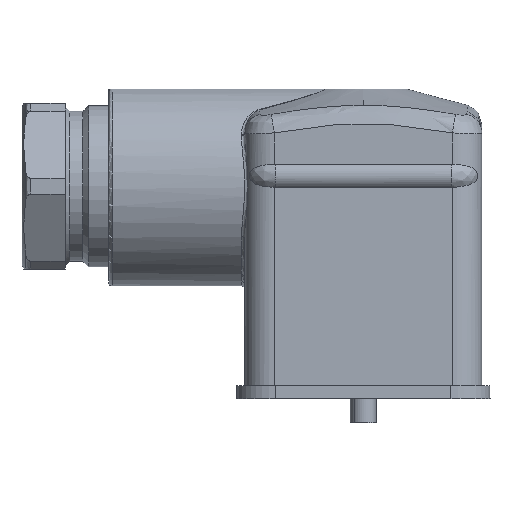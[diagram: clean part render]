
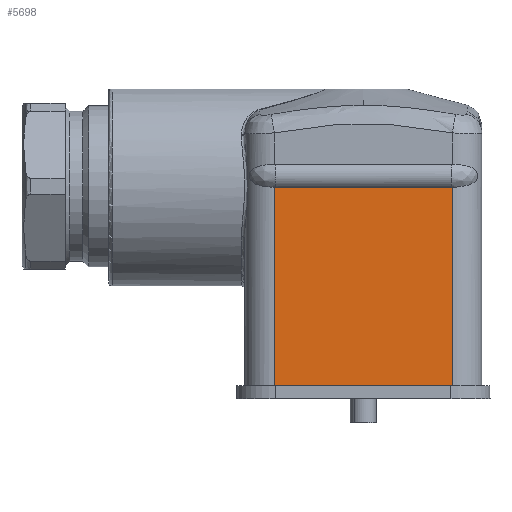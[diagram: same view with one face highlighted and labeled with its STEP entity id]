
A CAD part, left-side view. The second image highlights one B-rep face of the part: STEP entity #5698.
In plain terms, the highlighted planar face has unit normal (-1, 0, 0).
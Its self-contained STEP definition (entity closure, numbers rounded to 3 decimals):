
#5669=AXIS2_PLACEMENT_3D('Plane Axis2P3D',#5666,#5667,#5668) ;
#5673=AXIS2_PLACEMENT_3D('Circle Axis2P3D',#5671,#5672,$) ;
#5687=AXIS2_PLACEMENT_3D('Circle Axis2P3D',#5685,#5686,$) ;
#4929=CARTESIAN_POINT('Vertex',(0.95,24.85,4.31)) ;
#4932=CARTESIAN_POINT('Line Origine',(0.95,24.85,38.5)) ;
#4936=CARTESIAN_POINT('Vertex',(0.95,24.85,27.179)) ;
#5065=CARTESIAN_POINT('Vertex',(0.95,4.35,4.31)) ;
#5113=CARTESIAN_POINT('Vertex',(0.95,4.35,27.179)) ;
#5116=CARTESIAN_POINT('Line Origine',(0.95,4.35,38.5)) ;
#5512=CARTESIAN_POINT('Line Origine',(0.95,14.6,4.31)) ;
#5666=CARTESIAN_POINT('Axis2P3D Location',(0.95,0.95,38.5)) ;
#5671=CARTESIAN_POINT('Axis2P3D Location',(0.95,4.45,30.698)) ;
#5675=CARTESIAN_POINT('Vertex',(0.95,4.45,27.177)) ;
#5678=CARTESIAN_POINT('Line Origine',(0.95,14.6,27.177)) ;
#5682=CARTESIAN_POINT('Vertex',(0.95,24.75,27.177)) ;
#5685=CARTESIAN_POINT('Axis2P3D Location',(0.95,24.75,30.698)) ;
#4933=DIRECTION('Vector Direction',(0.,0.,-1.)) ;
#5117=DIRECTION('Vector Direction',(0.,0.,-1.)) ;
#5513=DIRECTION('Vector Direction',(0.,1.,0.)) ;
#5667=DIRECTION('Axis2P3D Direction',(-1.,0.,0.)) ;
#5668=DIRECTION('Axis2P3D XDirection',(0.,0.,1.)) ;
#5672=DIRECTION('Axis2P3D Direction',(-1.,0.,0.)) ;
#5679=DIRECTION('Vector Direction',(0.,-1.,0.)) ;
#5686=DIRECTION('Axis2P3D Direction',(-1.,0.,0.)) ;
#4934=VECTOR('Line Direction',#4933,1.) ;
#5118=VECTOR('Line Direction',#5117,1.) ;
#5514=VECTOR('Line Direction',#5513,1.) ;
#5680=VECTOR('Line Direction',#5679,1.) ;
#5691=ORIENTED_EDGE('',*,*,#5516,.F.) ;
#5692=ORIENTED_EDGE('',*,*,#5120,.T.) ;
#5693=ORIENTED_EDGE('',*,*,#5677,.F.) ;
#5694=ORIENTED_EDGE('',*,*,#5684,.F.) ;
#5695=ORIENTED_EDGE('',*,*,#5689,.F.) ;
#5696=ORIENTED_EDGE('',*,*,#4938,.T.) ;
#5698=ADVANCED_FACE('Hauptkoerper',(#5697),#5670,.T.) ;
#5674=CIRCLE('generated circle',#5673,3.521) ;
#5688=CIRCLE('generated circle',#5687,3.521) ;
#4938=EDGE_CURVE('',#4937,#4930,#4935,.T.) ;
#5120=EDGE_CURVE('',#5066,#5114,#5119,.F.) ;
#5516=EDGE_CURVE('',#5066,#4930,#5515,.T.) ;
#5677=EDGE_CURVE('',#5676,#5114,#5674,.T.) ;
#5684=EDGE_CURVE('',#5683,#5676,#5681,.T.) ;
#5689=EDGE_CURVE('',#4937,#5683,#5688,.T.) ;
#5690=EDGE_LOOP('',(#5691,#5692,#5693,#5694,#5695,#5696)) ;
#5697=FACE_OUTER_BOUND('',#5690,.T.) ;
#4935=LINE('Line',#4932,#4934) ;
#5119=LINE('Line',#5116,#5118) ;
#5515=LINE('Line',#5512,#5514) ;
#5681=LINE('Line',#5678,#5680) ;
#5670=PLANE('',#5669) ;
#4930=VERTEX_POINT('',#4929) ;
#4937=VERTEX_POINT('',#4936) ;
#5066=VERTEX_POINT('',#5065) ;
#5114=VERTEX_POINT('',#5113) ;
#5676=VERTEX_POINT('',#5675) ;
#5683=VERTEX_POINT('',#5682) ;
